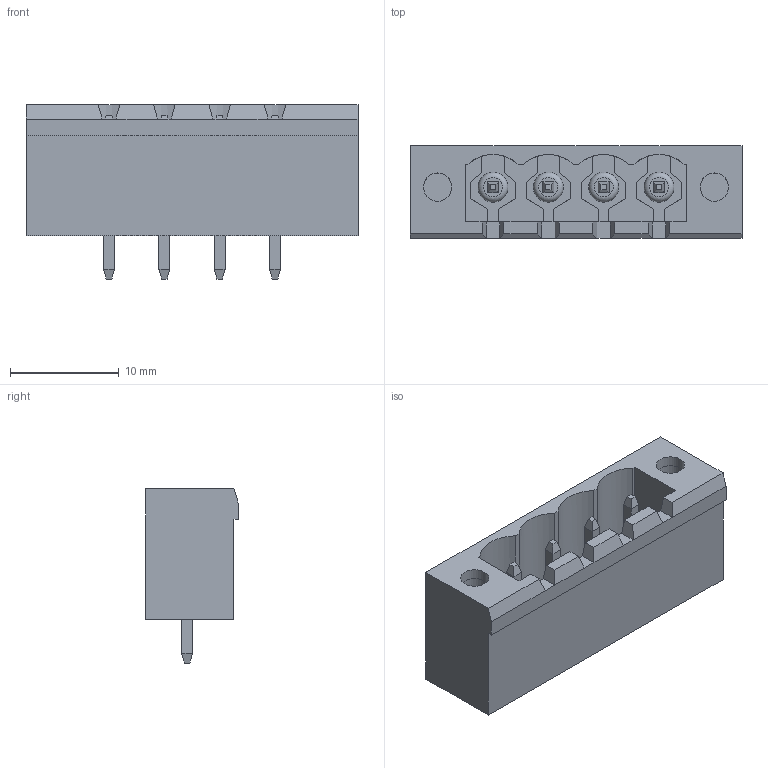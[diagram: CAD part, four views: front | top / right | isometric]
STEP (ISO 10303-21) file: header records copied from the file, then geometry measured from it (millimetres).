
FILE_DESCRIPTION( ( 'Unknown' ), '1' );
FILE_NAME( '691318500004.stp', 'Unknown', ( 'Unknown' ), ( 'Unknown' ), 'PSStep 15.0.49', 'Unknown', ' ' );
FILE_SCHEMA( ( 'AUTOMOTIVE_DESIGN { 1 0 10303 214 1 1 1 1 }' ) );
Length unit declared in the file: millimetre
Products named in the file (4): Assem1; 6913185000xx_PIN; 691311500104; 6913185000xx_INSERT
Assembly tree (7 placements, depth 2):
  Assem1
    6913185000xx_PIN  x4
    691311500104
    6913185000xx_INSERT  x2
Bounding box: 30.48 x 8.5 x 16 mm (x, y, z)
Volume: 1404.3 mm3; surface area: 3653.7 mm2
Topology: 7 solids, 7 shells, 267 faces, 696 edges, 451 vertices
Faces by surface type: plane 247, cylinder 12, torus 8
Full cylindrical faces by diameter (mm): 2.6 x4, 2.75 x4
Entity records: 8565 total; most frequent: CARTESIAN_POINT 1416, ORIENTED_EDGE 1130, DIRECTION 1031, EDGE_CURVE 565, LINE 517, VECTOR 517, VERTEX_POINT 378, AXIS2_PLACEMENT_3D 257
